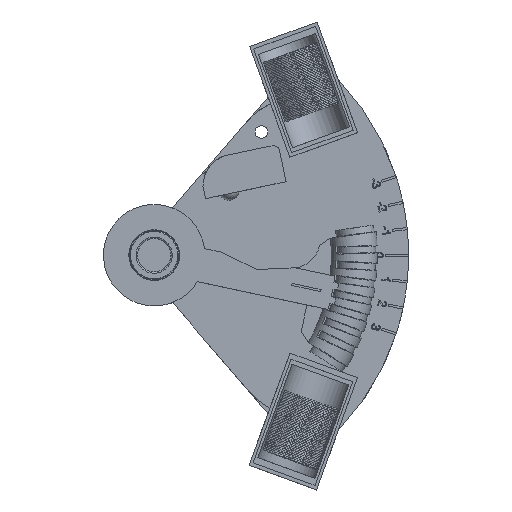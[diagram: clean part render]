
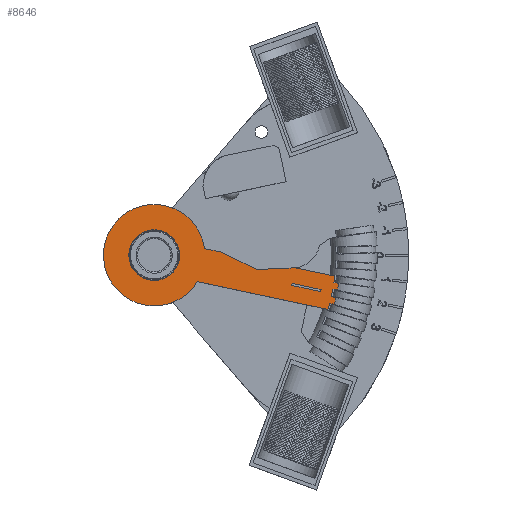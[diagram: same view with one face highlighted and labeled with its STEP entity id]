
A CAD part, top view. The second image highlights one B-rep face of the part: STEP entity #8646.
In plain terms, the highlighted planar face has unit normal (0, 0, 1).
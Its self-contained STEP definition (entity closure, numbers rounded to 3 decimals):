
#33=FACE_BOUND('',#1493,.T.);
#34=FACE_BOUND('',#1494,.T.);
#955=FACE_OUTER_BOUND('',#1492,.T.);
#1492=EDGE_LOOP('',(#6219,#6220,#6221,#6222,#6223,#6224,#6225,#6226,#6227,
#6228,#6229,#6230,#6231,#6232,#6233,#6234,#6235));
#1493=EDGE_LOOP('',(#6236));
#1494=EDGE_LOOP('',(#6237,#6238,#6239,#6240));
#1967=LINE('',#27005,#2651);
#1971=LINE('',#27013,#2655);
#1972=LINE('',#27015,#2656);
#1973=LINE('',#27017,#2657);
#1974=LINE('',#27021,#2658);
#1975=LINE('',#27023,#2659);
#1976=LINE('',#27025,#2660);
#1977=LINE('',#27027,#2661);
#1978=LINE('',#27029,#2662);
#1979=LINE('',#27031,#2663);
#1980=LINE('',#27033,#2664);
#1981=LINE('',#27035,#2665);
#1982=LINE('',#27037,#2666);
#1983=LINE('',#27039,#2667);
#1984=LINE('',#27041,#2668);
#1985=LINE('',#27042,#2669);
#1986=LINE('',#27047,#2670);
#1987=LINE('',#27049,#2671);
#1988=LINE('',#27051,#2672);
#1989=LINE('',#27052,#2673);
#2651=VECTOR('',#10557,10.);
#2655=VECTOR('',#10563,10.);
#2656=VECTOR('',#10564,10.);
#2657=VECTOR('',#10565,10.);
#2658=VECTOR('',#10568,10.);
#2659=VECTOR('',#10569,10.);
#2660=VECTOR('',#10570,10.);
#2661=VECTOR('',#10571,10.);
#2662=VECTOR('',#10572,10.);
#2663=VECTOR('',#10573,10.);
#2664=VECTOR('',#10574,10.);
#2665=VECTOR('',#10575,10.);
#2666=VECTOR('',#10576,10.);
#2667=VECTOR('',#10577,10.);
#2668=VECTOR('',#10578,10.);
#2669=VECTOR('',#10579,10.);
#2670=VECTOR('',#10582,10.);
#2671=VECTOR('',#10583,10.);
#2672=VECTOR('',#10584,10.);
#2673=VECTOR('',#10585,10.);
#3429=CIRCLE('',#9457,12.);
#3430=CIRCLE('',#9458,6.);
#3684=VERTEX_POINT('',#27003);
#3685=VERTEX_POINT('',#27004);
#3688=VERTEX_POINT('',#27012);
#3689=VERTEX_POINT('',#27014);
#3690=VERTEX_POINT('',#27016);
#3691=VERTEX_POINT('',#27018);
#3692=VERTEX_POINT('',#27020);
#3693=VERTEX_POINT('',#27022);
#3694=VERTEX_POINT('',#27024);
#3695=VERTEX_POINT('',#27026);
#3696=VERTEX_POINT('',#27028);
#3697=VERTEX_POINT('',#27030);
#3698=VERTEX_POINT('',#27032);
#3699=VERTEX_POINT('',#27034);
#3700=VERTEX_POINT('',#27036);
#3701=VERTEX_POINT('',#27038);
#3702=VERTEX_POINT('',#27040);
#3703=VERTEX_POINT('',#27043);
#3704=VERTEX_POINT('',#27045);
#3705=VERTEX_POINT('',#27046);
#3706=VERTEX_POINT('',#27048);
#3707=VERTEX_POINT('',#27050);
#4646=EDGE_CURVE('',#3684,#3685,#1967,.T.);
#4650=EDGE_CURVE('',#3685,#3688,#1971,.T.);
#4651=EDGE_CURVE('',#3688,#3689,#1972,.T.);
#4652=EDGE_CURVE('',#3689,#3690,#1973,.T.);
#4653=EDGE_CURVE('',#3690,#3691,#3429,.T.);
#4654=EDGE_CURVE('',#3691,#3692,#1974,.T.);
#4655=EDGE_CURVE('',#3692,#3693,#1975,.T.);
#4656=EDGE_CURVE('',#3693,#3694,#1976,.T.);
#4657=EDGE_CURVE('',#3694,#3695,#1977,.T.);
#4658=EDGE_CURVE('',#3695,#3696,#1978,.T.);
#4659=EDGE_CURVE('',#3696,#3697,#1979,.T.);
#4660=EDGE_CURVE('',#3697,#3698,#1980,.T.);
#4661=EDGE_CURVE('',#3698,#3699,#1981,.T.);
#4662=EDGE_CURVE('',#3699,#3700,#1982,.T.);
#4663=EDGE_CURVE('',#3700,#3701,#1983,.T.);
#4664=EDGE_CURVE('',#3702,#3701,#1984,.T.);
#4665=EDGE_CURVE('',#3702,#3684,#1985,.T.);
#4666=EDGE_CURVE('',#3703,#3703,#3430,.T.);
#4667=EDGE_CURVE('',#3704,#3705,#1986,.T.);
#4668=EDGE_CURVE('',#3705,#3706,#1987,.T.);
#4669=EDGE_CURVE('',#3706,#3707,#1988,.T.);
#4670=EDGE_CURVE('',#3707,#3704,#1989,.T.);
#6219=ORIENTED_EDGE('',*,*,#4646,.T.);
#6220=ORIENTED_EDGE('',*,*,#4650,.T.);
#6221=ORIENTED_EDGE('',*,*,#4651,.T.);
#6222=ORIENTED_EDGE('',*,*,#4652,.T.);
#6223=ORIENTED_EDGE('',*,*,#4653,.T.);
#6224=ORIENTED_EDGE('',*,*,#4654,.T.);
#6225=ORIENTED_EDGE('',*,*,#4655,.T.);
#6226=ORIENTED_EDGE('',*,*,#4656,.T.);
#6227=ORIENTED_EDGE('',*,*,#4657,.T.);
#6228=ORIENTED_EDGE('',*,*,#4658,.T.);
#6229=ORIENTED_EDGE('',*,*,#4659,.T.);
#6230=ORIENTED_EDGE('',*,*,#4660,.T.);
#6231=ORIENTED_EDGE('',*,*,#4661,.T.);
#6232=ORIENTED_EDGE('',*,*,#4662,.T.);
#6233=ORIENTED_EDGE('',*,*,#4663,.T.);
#6234=ORIENTED_EDGE('',*,*,#4664,.F.);
#6235=ORIENTED_EDGE('',*,*,#4665,.T.);
#6236=ORIENTED_EDGE('',*,*,#4666,.T.);
#6237=ORIENTED_EDGE('',*,*,#4667,.T.);
#6238=ORIENTED_EDGE('',*,*,#4668,.T.);
#6239=ORIENTED_EDGE('',*,*,#4669,.T.);
#6240=ORIENTED_EDGE('',*,*,#4670,.T.);
#8281=PLANE('',#9456);
#8646=ADVANCED_FACE('',(#955,#33,#34),#8281,.T.);
#9456=AXIS2_PLACEMENT_3D('',#27011,#10561,#10562);
#9457=AXIS2_PLACEMENT_3D('',#27019,#10566,#10567);
#9458=AXIS2_PLACEMENT_3D('',#27044,#10580,#10581);
#10557=DIRECTION('',(-1.,0.,0.));
#10561=DIRECTION('center_axis',(0.,0.,
1.));
#10562=DIRECTION('ref_axis',(1.,0.,0.));
#10563=DIRECTION('',(-0.968,-0.25,0.));
#10564=DIRECTION('',(-0.968,0.25,0.));
#10565=DIRECTION('',(-1.,0.,0.));
#10566=DIRECTION('center_axis',(0.,0.,
1.));
#10567=DIRECTION('ref_axis',(0.94,0.342,0.));
#10568=DIRECTION('',(1.,0.,0.));
#10569=DIRECTION('',(0.078,0.997,0.));
#10570=DIRECTION('',(0.997,-0.078,0.));
#10571=DIRECTION('',(0.,1.,0.));
#10572=DIRECTION('',(-1.,0.,0.));
#10573=DIRECTION('',(0.,1.,0.));
#10574=DIRECTION('',(1.,0.,0.));
#10575=DIRECTION('',(0.,1.,0.));
#10576=DIRECTION('',(-0.997,-0.078,0.));
#10577=DIRECTION('',(-0.078,0.997,0.));
#10578=DIRECTION('',(1.,0.,0.));
#10579=DIRECTION('',(-1.,0.,0.));
#10580=DIRECTION('center_axis',(0.,0.,
-1.));
#10581=DIRECTION('ref_axis',(-0.94,-0.342,0.));
#10582=DIRECTION('',(-1.,0.,0.));
#10583=DIRECTION('',(0.,1.,0.));
#10584=DIRECTION('',(1.,0.,0.));
#10585=DIRECTION('',(0.,-1.,0.));
#27003=CARTESIAN_POINT('',(39.761,4.,16.5));
#27004=CARTESIAN_POINT('',(33.23,4.,16.5));
#27005=CARTESIAN_POINT('',(30.384,4.,16.5));
#27011=CARTESIAN_POINT('Origin',(21.007,0.,
16.5));
#27012=CARTESIAN_POINT('',(24.33,1.7,16.5));
#27013=CARTESIAN_POINT('',(27.017,2.394,16.5));
#27014=CARTESIAN_POINT('',(15.43,4.,16.5));
#27015=CARTESIAN_POINT('',(21.431,2.449,16.5));
#27016=CARTESIAN_POINT('',(11.321,4.,16.5));
#27017=CARTESIAN_POINT('',(46.007,4.,16.5));
#27018=CARTESIAN_POINT('',(11.321,-4.,16.5));
#27019=CARTESIAN_POINT('Origin',(0.007,0.,
16.5));
#27020=CARTESIAN_POINT('',(42.825,-4.,16.5));
#27021=CARTESIAN_POINT('',(42.183,-4.,16.5));
#27022=CARTESIAN_POINT('',(42.945,-2.477,16.5));
#27023=CARTESIAN_POINT('',(42.974,-2.104,16.5));
#27024=CARTESIAN_POINT('',(44.13,-2.57,16.5));
#27025=CARTESIAN_POINT('',(37.233,-2.027,16.5));
#27026=CARTESIAN_POINT('',(44.13,-0.9,16.5));
#27027=CARTESIAN_POINT('',(44.13,-4.,16.5));
#27028=CARTESIAN_POINT('',(43.007,-0.9,16.5));
#27029=CARTESIAN_POINT('',(32.007,-0.9,16.5));
#27030=CARTESIAN_POINT('',(43.007,0.9,16.5));
#27031=CARTESIAN_POINT('',(43.007,0.45,16.5));
#27032=CARTESIAN_POINT('',(44.13,0.9,16.5));
#27033=CARTESIAN_POINT('',(37.286,0.9,16.5));
#27034=CARTESIAN_POINT('',(44.13,2.57,16.5));
#27035=CARTESIAN_POINT('',(44.13,-4.,16.5));
#27036=CARTESIAN_POINT('',(42.945,2.476,16.5));
#27037=CARTESIAN_POINT('',(31.947,1.611,16.5));
#27038=CARTESIAN_POINT('',(42.825,4.,16.5));
#27039=CARTESIAN_POINT('',(42.904,3.001,16.5));
#27040=CARTESIAN_POINT('',(42.183,4.,16.5));
#27041=CARTESIAN_POINT('',(42.183,4.,16.5));
#27042=CARTESIAN_POINT('',(46.007,4.,16.5));
#27043=CARTESIAN_POINT('',(5.645,2.052,16.5));
#27044=CARTESIAN_POINT('Origin',(0.007,0.,
16.5));
#27045=CARTESIAN_POINT('',(40.306,-0.25,16.5));
#27046=CARTESIAN_POINT('',(33.306,-0.25,16.5));
#27047=CARTESIAN_POINT('',(30.657,-0.25,16.5));
#27048=CARTESIAN_POINT('',(33.306,0.25,16.5));
#27049=CARTESIAN_POINT('',(33.306,-0.125,16.5));
#27050=CARTESIAN_POINT('',(40.306,0.25,16.5));
#27051=CARTESIAN_POINT('',(27.157,0.25,16.5));
#27052=CARTESIAN_POINT('',(40.306,0.125,16.5));
